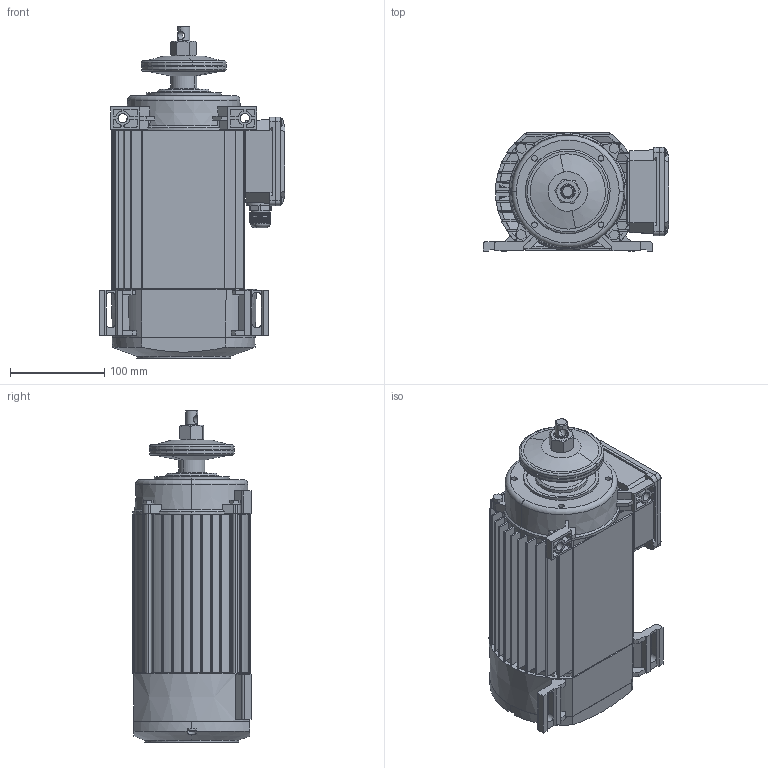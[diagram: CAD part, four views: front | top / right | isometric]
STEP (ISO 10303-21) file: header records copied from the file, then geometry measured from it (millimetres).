
FILE_DESCRIPTION (( 'STEP AP203' ), '1' );
FILE_NAME ('MSC6322蚾饜芞.STEP', '2016-03-26T01:56:21', ( 'USER' ), ( 'MS' ), 'SwSTEP 2.0', 'SolidWorks 2008', '' );
FILE_SCHEMA (( 'CONFIG_CONTROL_DESIGN' ));
Products named in the file (18): MSC6322蚾饜芞; 风罩_默认; 后夹盘_默认; 63穿钉_默认; 铁板_默认; MS63-71 新接线盒盖_默认; MSC6322机壳_默认; 后盖_默认; 63挡板_默认; 63风叶_默认; 前盖_默认; 前夹盘_默认; 转轴_默认; Hexagon nuts grade C GB_GB_FASTENER_NUT_SNC1 M16-N; MS63-71 新接线盒座_默认; 垫片_默认; Cross recessed thread forming screws GB_GB_CROSS_SCREWS_TYPE138 M4X8-N; MS63-71 出线螺套_默认
Assembly tree (25 placements, depth 2):
  MSC6322蚾饜芞
    Hexagon nuts grade C GB_GB_FASTENER_NUT_SNC1 M16-N
    后盖_默认
    MS63-71 出线螺套_默认
    铁板_默认
    前夹盘_默认
    63风叶_默认
    MSC6322机壳_默认
    63穿钉_默认  x4
    Cross recessed thread forming screws GB_GB_CROSS_SCREWS_TYPE138 M4X8-N  x6
    前盖_默认
    MS63-71 新接线盒盖_默认
    风罩_默认
    转轴_默认
    后夹盘_默认
    MS63-71 新接线盒座_默认
    63挡板_默认
    垫片_默认
Bounding box: 197.5 x 125.5 x 353 mm (x, y, z)
Volume: 1024905.2 mm3; surface area: 675927.7 mm2
Topology: 25 solids, 25 shells, 2203 faces, 6077 edges, 3958 vertices
Faces by surface type: plane 1327, cylinder 602, cone 161, torus 101, sphere 12
Entity records: 70359 total; most frequent: CARTESIAN_POINT 15510, ORIENTED_EDGE 11330, DIRECTION 10579, EDGE_CURVE 5665, VERTEX_POINT 3690, AXIS2_PLACEMENT_3D 3535, VECTOR 3509, LINE 3509
